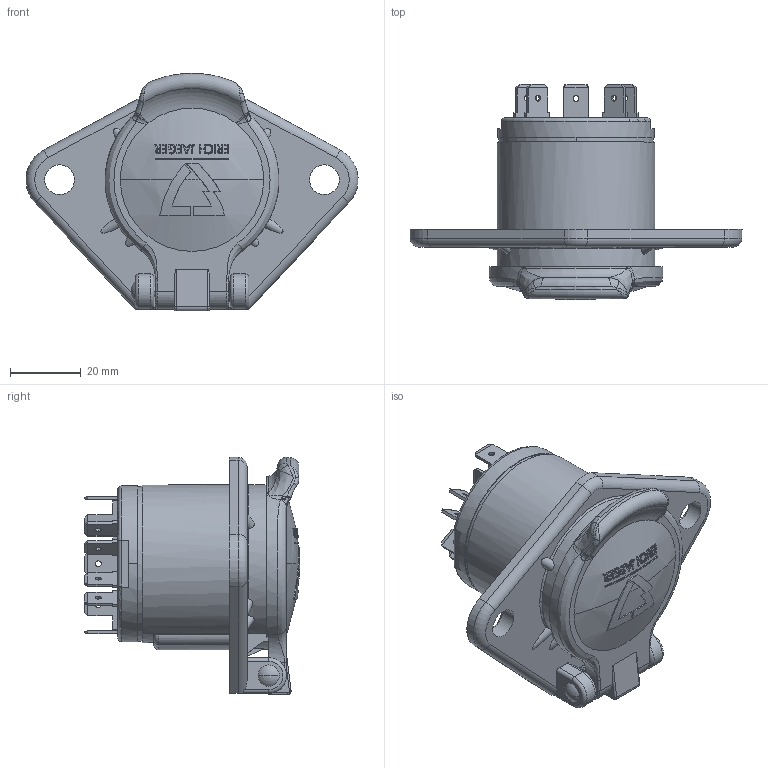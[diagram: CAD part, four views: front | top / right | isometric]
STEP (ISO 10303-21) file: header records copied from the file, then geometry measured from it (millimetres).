
FILE_DESCRIPTION((''),'2;1');
FILE_NAME('111100_SW0001','2020-12-04T11:26:33',('teru'),(''),'CREO PARAMETRIC BY PTC INC, 2017380','CREO PARAMETRIC BY PTC INC, 2017380','');
FILE_SCHEMA(('CONFIG_CONTROL_DESIGN'));
Length unit declared in the file: millimetre
Products named in the file (1): 111100_SW0001
Bounding box: 93.54 x 60.77 x 66.9 mm (x, y, z)
Volume: 89391.2 mm3; surface area: 24062.9 mm2
Topology: 1 solids, 1 shells, 1521 faces, 4144 edges, 2698 vertices
Faces by surface type: plane 1112, cylinder 213, extrusion 62, torus 54, bspline 36, sphere 27, cone 17
Entity records: 52531 total; most frequent: CARTESIAN_POINT 14147, ORIENTED_EDGE 8276, DIRECTION 7437, EDGE_CURVE 4138, VECTOR 3153, LINE 3091, VERTEX_POINT 2698, AXIS2_PLACEMENT_3D 2142
